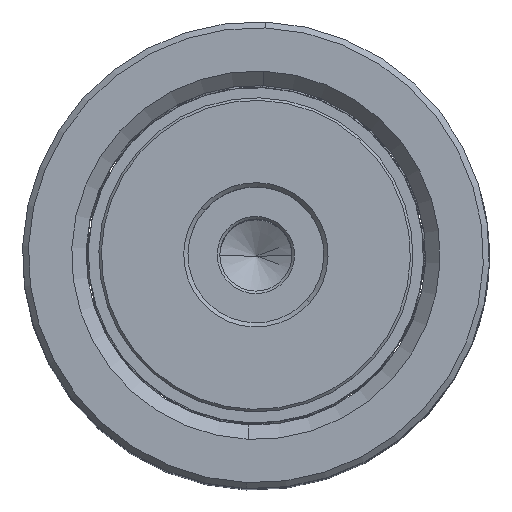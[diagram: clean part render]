
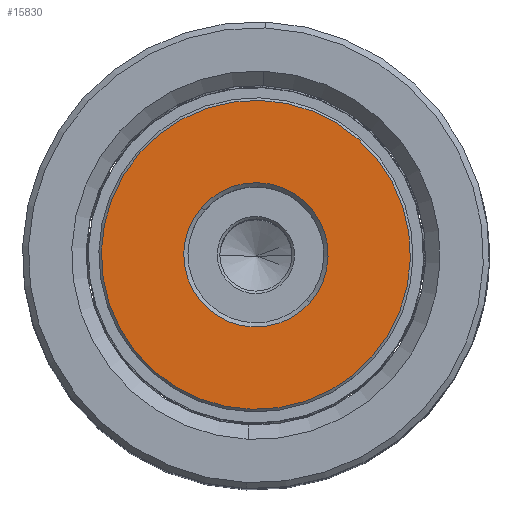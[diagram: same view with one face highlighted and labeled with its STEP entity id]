
A CAD part, top view. The second image highlights one B-rep face of the part: STEP entity #15830.
In plain terms, the highlighted face is planar.
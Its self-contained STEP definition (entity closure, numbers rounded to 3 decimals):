
#388 = DIRECTION ( 'NONE',  ( 0., 0., 1. ) ) ;
#546 = DIRECTION ( 'NONE',  ( 1., 0., 0. ) ) ;
#2723 = EDGE_CURVE ( 'NONE', #26074, #26209, #29595, .T. ) ;
#3765 = EDGE_LOOP ( 'NONE', ( #40261, #16990 ) ) ;
#5947 = ORIENTED_EDGE ( 'NONE', *, *, #2723, .T. ) ;
#5997 = CARTESIAN_POINT ( 'NONE',  ( 0., 0., 0. ) ) ;
#6407 = DIRECTION ( 'NONE',  ( 1., 0., 0. ) ) ;
#7177 = CARTESIAN_POINT ( 'NONE',  ( 18.2, 0., 0. ) ) ;
#7741 = FACE_BOUND ( 'NONE', #12138, .T. ) ;
#9666 = DIRECTION ( 'NONE',  ( 1., 0., 0. ) ) ;
#10027 = FACE_OUTER_BOUND ( 'NONE', #3765, .T. ) ;
#11452 = CARTESIAN_POINT ( 'NONE',  ( 0., 0., 0. ) ) ;
#12138 = EDGE_LOOP ( 'NONE', ( #5947, #19642 ) ) ;
#15339 = AXIS2_PLACEMENT_3D ( 'NONE', #11452, #388, #546 ) ;
#15830 = ADVANCED_FACE ( 'NONE', ( #10027, #7741 ), #16046, .F. ) ;
#16046 = PLANE ( 'NONE',  #26615 ) ;
#16586 = DIRECTION ( 'NONE',  ( 1., 0., 0. ) ) ;
#16961 = DIRECTION ( 'NONE',  ( 1., 0., 0. ) ) ;
#16990 = ORIENTED_EDGE ( 'NONE', *, *, #40601, .T. ) ;
#17011 = CARTESIAN_POINT ( 'NONE',  ( 8.5, 0., 0. ) ) ;
#17492 = AXIS2_PLACEMENT_3D ( 'NONE', #17493, #20973, #6407 ) ;
#17493 = CARTESIAN_POINT ( 'NONE',  ( 0., 0., 0. ) ) ;
#17691 = CIRCLE ( 'NONE', #17492, 18.2 ) ;
#18721 = EDGE_CURVE ( 'NONE', #26209, #26074, #40889, .T. ) ;
#18830 = AXIS2_PLACEMENT_3D ( 'NONE', #5997, #31312, #9666 ) ;
#19642 = ORIENTED_EDGE ( 'NONE', *, *, #18721, .T. ) ;
#20258 = AXIS2_PLACEMENT_3D ( 'NONE', #45299, #45455, #16586 ) ;
#20885 = CARTESIAN_POINT ( 'NONE',  ( 0., 0., 0. ) ) ;
#20973 = DIRECTION ( 'NONE',  ( 0., 0., -1. ) ) ;
#22852 = CARTESIAN_POINT ( 'NONE',  ( -8.5, 0., 0. ) ) ;
#24456 = VERTEX_POINT ( 'NONE', #7177 ) ;
#26074 = VERTEX_POINT ( 'NONE', #22852 ) ;
#26105 = CIRCLE ( 'NONE', #20258, 18.2 ) ;
#26209 = VERTEX_POINT ( 'NONE', #17011 ) ;
#26615 = AXIS2_PLACEMENT_3D ( 'NONE', #20885, #42668, #16961 ) ;
#27078 = VERTEX_POINT ( 'NONE', #46391 ) ;
#29595 = CIRCLE ( 'NONE', #15339, 8.5 ) ;
#30895 = EDGE_CURVE ( 'NONE', #24456, #27078, #26105, .T. ) ;
#31312 = DIRECTION ( 'NONE',  ( 0., 0., 1. ) ) ;
#40261 = ORIENTED_EDGE ( 'NONE', *, *, #30895, .T. ) ;
#40601 = EDGE_CURVE ( 'NONE', #27078, #24456, #17691, .T. ) ;
#40889 = CIRCLE ( 'NONE', #18830, 8.5 ) ;
#42668 = DIRECTION ( 'NONE',  ( 0., 0., 1. ) ) ;
#45299 = CARTESIAN_POINT ( 'NONE',  ( 0., 0., 0. ) ) ;
#45455 = DIRECTION ( 'NONE',  ( 0., 0., -1. ) ) ;
#46391 = CARTESIAN_POINT ( 'NONE',  ( -18.2, 0., 0. ) ) ;
